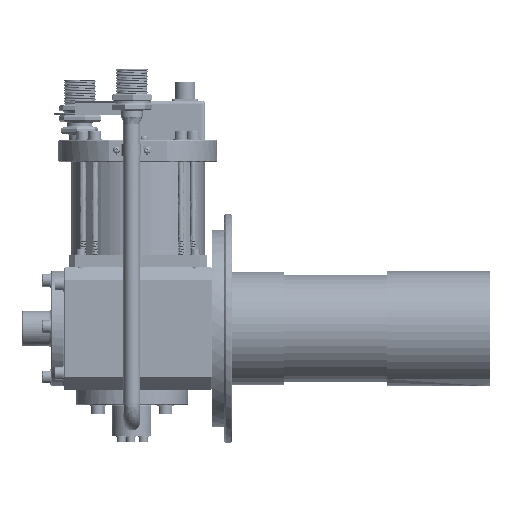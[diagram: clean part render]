
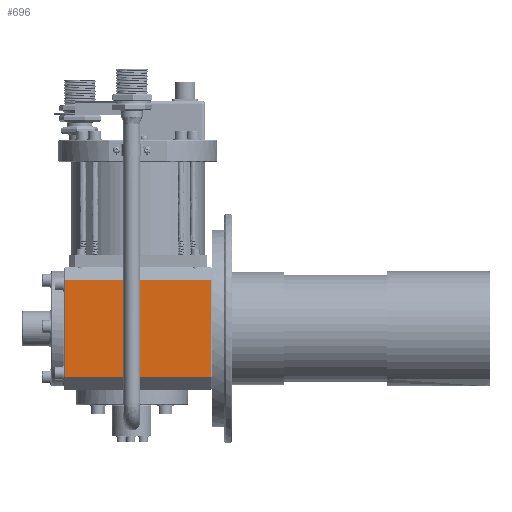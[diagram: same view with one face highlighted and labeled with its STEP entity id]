
A CAD part, left-side view. The second image highlights one B-rep face of the part: STEP entity #696.
In plain terms, the highlighted free-form (B-spline) face has degree [1, 1] with [2, 2] control points.
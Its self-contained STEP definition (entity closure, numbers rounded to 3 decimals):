
#696 = ADVANCED_FACE('',(#697),#727,.F.);
#697 = FACE_BOUND('',#698,.T.);
#698 = EDGE_LOOP('',(#699,#708,#715,#722));
#699 = ORIENTED_EDGE('',*,*,#700,.T.);
#700 = EDGE_CURVE('',#701,#703,#705,.T.);
#701 = VERTEX_POINT('',#702);
#702 = CARTESIAN_POINT('',(-71.424,91.027,
    -62.746));
#703 = VERTEX_POINT('',#704);
#704 = CARTESIAN_POINT('',(-71.424,-64.776,
    -62.746));
#705 = B_SPLINE_CURVE_WITH_KNOTS('',1,(#706,#707),.UNSPECIFIED.,.F.,.F.,
  (2,2),(0.5,115.5),.PIECEWISE_BEZIER_KNOTS.);
#706 = CARTESIAN_POINT('',(-71.424,91.027,
    -62.746));
#707 = CARTESIAN_POINT('',(-71.424,-64.776,
    -62.746));
#708 = ORIENTED_EDGE('',*,*,#709,.T.);
#709 = EDGE_CURVE('',#703,#710,#712,.T.);
#710 = VERTEX_POINT('',#711);
#711 = CARTESIAN_POINT('',(-71.424,-64.776,
    40.22));
#712 = B_SPLINE_CURVE_WITH_KNOTS('',1,(#713,#714),.UNSPECIFIED.,.F.,.F.,
  (2,2),(10.,86.),.PIECEWISE_BEZIER_KNOTS.);
#713 = CARTESIAN_POINT('',(-71.424,-64.776,
    -62.746));
#714 = CARTESIAN_POINT('',(-71.424,-64.776,
    40.22));
#715 = ORIENTED_EDGE('',*,*,#716,.T.);
#716 = EDGE_CURVE('',#710,#717,#719,.T.);
#717 = VERTEX_POINT('',#718);
#718 = CARTESIAN_POINT('',(-71.424,91.027,
    40.22));
#719 = B_SPLINE_CURVE_WITH_KNOTS('',1,(#720,#721),.UNSPECIFIED.,.F.,.F.,
  (2,2),(-115.5,-0.5),.PIECEWISE_BEZIER_KNOTS.);
#720 = CARTESIAN_POINT('',(-71.424,-64.776,
    40.22));
#721 = CARTESIAN_POINT('',(-71.424,91.027,
    40.22));
#722 = ORIENTED_EDGE('',*,*,#723,.T.);
#723 = EDGE_CURVE('',#717,#701,#724,.T.);
#724 = B_SPLINE_CURVE_WITH_KNOTS('',1,(#725,#726),.UNSPECIFIED.,.F.,.F.,
  (2,2),(-76.,0.),.PIECEWISE_BEZIER_KNOTS.);
#725 = CARTESIAN_POINT('',(-71.424,91.027,
    40.22));
#726 = CARTESIAN_POINT('',(-71.424,91.027,
    -62.746));
#727 = B_SPLINE_SURFACE_WITH_KNOTS('',1,1,(
    (#728,#729)
    ,(#730,#731
    )),.UNSPECIFIED.,.F.,.F.,.F.,(2,2),(2,2),(-86.,-10.),(-115.5,-0.5),
  .PIECEWISE_BEZIER_KNOTS.);
#728 = CARTESIAN_POINT('',(-71.424,-64.776,
    40.22));
#729 = CARTESIAN_POINT('',(-71.424,91.027,
    40.22));
#730 = CARTESIAN_POINT('',(-71.424,-64.776,
    -62.746));
#731 = CARTESIAN_POINT('',(-71.424,91.027,
    -62.746));
